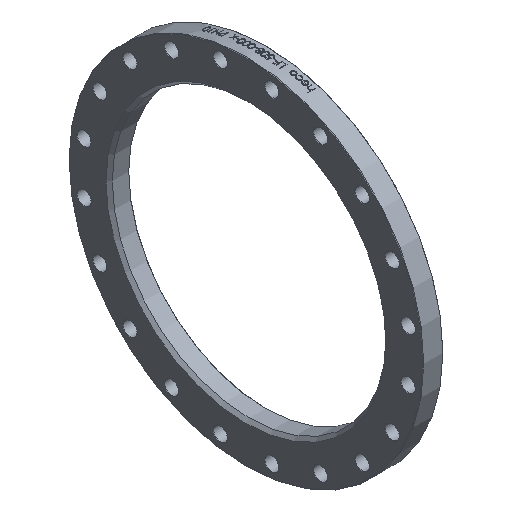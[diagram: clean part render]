
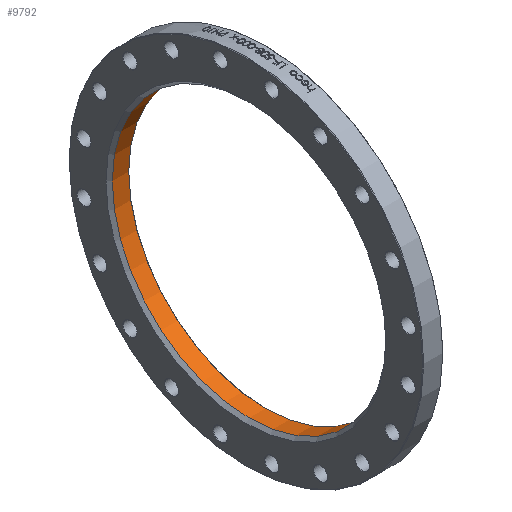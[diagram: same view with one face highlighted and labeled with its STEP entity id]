
A CAD part, isometric view. The second image highlights one B-rep face of the part: STEP entity #9792.
In plain terms, the highlighted cylindrical face has radius 258.5 mm (diameter 517 mm), a full revolution.
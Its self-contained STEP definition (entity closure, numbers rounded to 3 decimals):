
#1513 = CYLINDRICAL_SURFACE ( 'NONE', #8604, 258.5 ) ;
#1578 = CARTESIAN_POINT ( 'NONE',  ( 37., 0., 258.5 ) ) ;
#1830 = DIRECTION ( 'NONE',  ( 0., 0., 1. ) ) ;
#3148 = FACE_OUTER_BOUND ( 'NONE', #9055, .T. ) ;
#3360 = DIRECTION ( 'NONE',  ( -1., 0., 0. ) ) ;
#3469 = CARTESIAN_POINT ( 'NONE',  ( 37., 0., 0. ) ) ;
#3791 = ORIENTED_EDGE ( 'NONE', *, *, #7701, .T. ) ;
#4014 = FACE_OUTER_BOUND ( 'NONE', #6984, .T. ) ;
#4841 = CIRCLE ( 'NONE', #7298, 258.5 ) ;
#4952 = DIRECTION ( 'NONE',  ( 1., 0., 0. ) ) ;
#5164 = ORIENTED_EDGE ( 'NONE', *, *, #9676, .T. ) ;
#5453 = DIRECTION ( 'NONE',  ( -1., 0., 0. ) ) ;
#5606 = CARTESIAN_POINT ( 'NONE',  ( 0., 0., 0. ) ) ;
#6636 = DIRECTION ( 'NONE',  ( 0., 0., -1. ) ) ;
#6984 = EDGE_LOOP ( 'NONE', ( #3791 ) ) ;
#7298 = AXIS2_PLACEMENT_3D ( 'NONE', #8987, #3360, #6636 ) ;
#7701 = EDGE_CURVE ( 'NONE', #10040, #10040, #7737, .T. ) ;
#7737 = CIRCLE ( 'NONE', #8884, 258.5 ) ;
#7912 = DIRECTION ( 'NONE',  ( 0., 0., 1. ) ) ;
#8604 = AXIS2_PLACEMENT_3D ( 'NONE', #5606, #5453, #7912 ) ;
#8884 = AXIS2_PLACEMENT_3D ( 'NONE', #3469, #4952, #1830 ) ;
#8987 = CARTESIAN_POINT ( 'NONE',  ( 6., 0., 0. ) ) ;
#9055 = EDGE_LOOP ( 'NONE', ( #5164 ) ) ;
#9319 = VERTEX_POINT ( 'NONE', #9415 ) ;
#9415 = CARTESIAN_POINT ( 'NONE',  ( 6., 0., -258.5 ) ) ;
#9676 = EDGE_CURVE ( 'NONE', #9319, #9319, #4841, .T. ) ;
#9792 = ADVANCED_FACE ( 'NONE', ( #3148, #4014 ), #1513, .F. ) ;
#10040 = VERTEX_POINT ( 'NONE', #1578 ) ;
